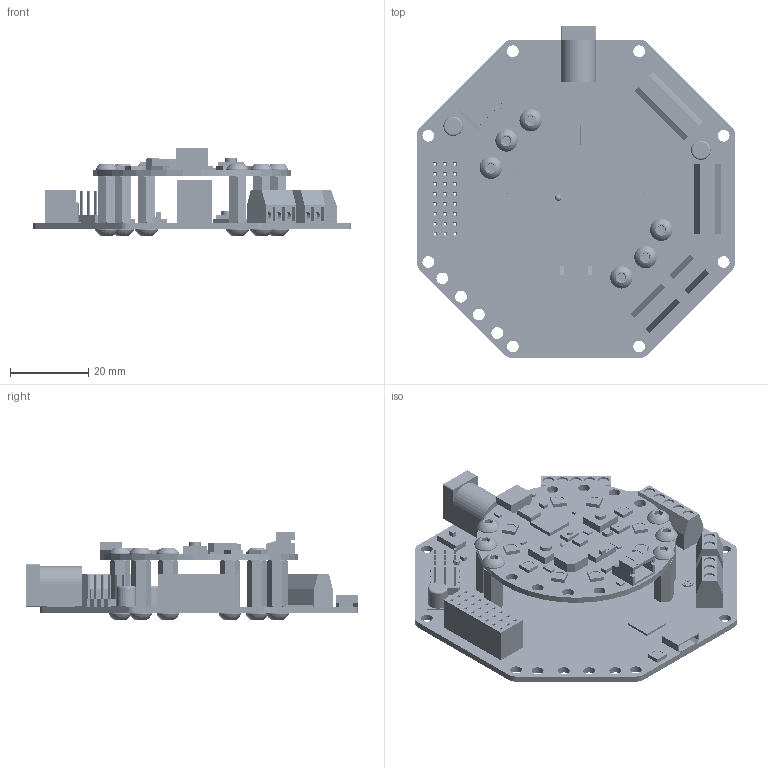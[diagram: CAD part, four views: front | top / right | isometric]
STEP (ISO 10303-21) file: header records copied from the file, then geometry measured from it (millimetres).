
FILE_DESCRIPTION(/* description */ (''),/* implementation_level */ '2;1');
FILE_NAME(/* name */ 'Crickit CPX Assembly.step',/* time_stamp */ '2018-09-04T12:18:40-04:00',/* author */ ('Adafruit'),/* organization */ (''),/* preprocessor_version */ 'ST-DEVELOPER v17.2',/* originating_system */ 'Autodesk Translation Framework v7.6.0.251',/* authorisation */ '');
FILE_SCHEMA (('AUTOMOTIVE_DESIGN { 1 0 10303 214 3 1 1 }'));
Length unit declared in the file: millimetre
Products named in the file (9): Crickit CPX Assembly; Crickit CPX v8; servo block; Circuit Playground Express 3333 v6; NeoPixels; Buttons; hardware; m3 x 12mm standoff; m3 x 5mm screw
Assembly tree (24 placements, depth 3):
  Crickit CPX Assembly
    Crickit CPX v8
      servo block
    Circuit Playground Express 3333 v6
      NeoPixels
      Buttons
    hardware
      m3 x 12mm standoff  x6
      m3 x 5mm screw  x12
Bounding box: 81.28 x 84.78 x 22.45 mm (x, y, z)
Volume: 19514.8 mm3; surface area: 28108.8 mm2
Topology: 85 solids, 86 shells, 1942 faces, 4739 edges, 3074 vertices
Faces by surface type: plane 1005, cylinder 711, cone 174, bspline 36, sphere 14, torus 2
Full cylindrical faces by diameter (mm): 0.2 x1, 0.3 x1, 0.5 x2, 0.6 x1, 1.27 x51, 1.6 x2, 2 x16, 2.35 x252, 2.8 x10, 2.87 x15, 3 x271, 5 x2, 5.7 x12, 6.5 x1
Entity records: 36560 total; most frequent: CARTESIAN_POINT 10528, ORIENTED_EDGE 5148, DIRECTION 5026, EDGE_CURVE 2574, LINE 2036, VECTOR 2036, VERTEX_POINT 1678, AXIS2_PLACEMENT_3D 1495
